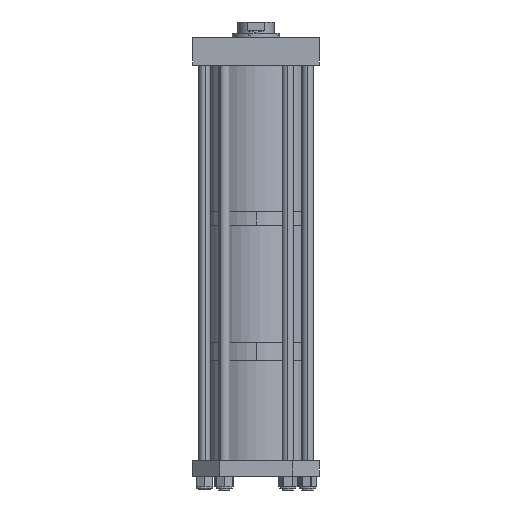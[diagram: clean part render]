
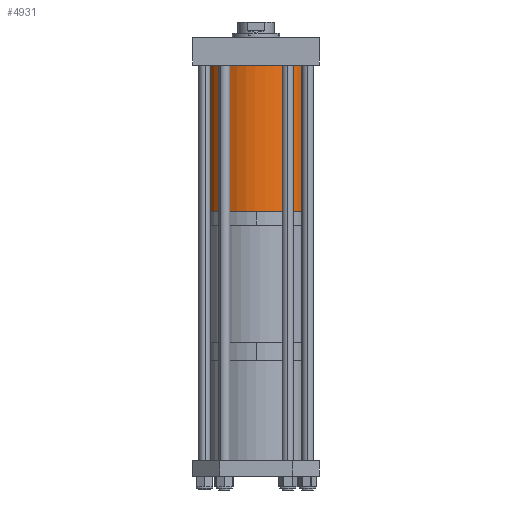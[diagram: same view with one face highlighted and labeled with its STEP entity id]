
A CAD part, left-side view. The second image highlights one B-rep face of the part: STEP entity #4931.
In plain terms, the highlighted cylindrical face has radius 152.4 mm (diameter 304.8 mm), a partial arc.
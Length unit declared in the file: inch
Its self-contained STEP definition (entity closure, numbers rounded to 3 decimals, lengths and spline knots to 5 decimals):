
#412 = DIRECTION ( 'NONE',  ( -1., 0., 0. ) ) ;
#840 = DIRECTION ( 'NONE',  ( 0., 0., -1. ) ) ;
#985 = CYLINDRICAL_SURFACE ( 'NONE', #3844, 6. ) ;
#2025 = EDGE_CURVE ( 'NONE', #11686, #6462, #4872, .T. ) ;
#2040 = EDGE_CURVE ( 'NONE', #8309, #6718, #11386, .T. ) ;
#2291 = CARTESIAN_POINT ( 'NONE',  ( 0., 0., 0. ) ) ;
#2715 = CARTESIAN_POINT ( 'NONE',  ( 6., 0., 0. ) ) ;
#3132 = CARTESIAN_POINT ( 'NONE',  ( 0., 0., 16.187 ) ) ;
#3145 = EDGE_CURVE ( 'NONE', #6462, #6718, #3724, .T. ) ;
#3282 = EDGE_CURVE ( 'NONE', #11686, #8309, #5545, .T. ) ;
#3724 = CIRCLE ( 'NONE', #7968, 6. ) ;
#3844 = AXIS2_PLACEMENT_3D ( 'NONE', #3132, #9558, #412 ) ;
#3946 = CARTESIAN_POINT ( 'NONE',  ( -6., 0., 16.187 ) ) ;
#4309 = DIRECTION ( 'NONE',  ( 0., 0., 1. ) ) ;
#4382 = CARTESIAN_POINT ( 'NONE',  ( 0., 0., 16.187 ) ) ;
#4785 = ORIENTED_EDGE ( 'NONE', *, *, #3145, .T. ) ;
#4872 = LINE ( 'NONE', #8053, #5282 ) ;
#4931 = ADVANCED_FACE ( 'NONE', ( #10335 ), #985, .T. ) ;
#5282 = VECTOR ( 'NONE', #840, 39.37008 ) ;
#5545 = CIRCLE ( 'NONE', #7749, 6. ) ;
#6189 = CARTESIAN_POINT ( 'NONE',  ( 6., 0., 16.187 ) ) ;
#6431 = ORIENTED_EDGE ( 'NONE', *, *, #2025, .T. ) ;
#6436 = VECTOR ( 'NONE', #11645, 39.37008 ) ;
#6462 = VERTEX_POINT ( 'NONE', #2715 ) ;
#6718 = VERTEX_POINT ( 'NONE', #8680 ) ;
#7271 = ORIENTED_EDGE ( 'NONE', *, *, #2040, .F. ) ;
#7716 = ORIENTED_EDGE ( 'NONE', *, *, #3282, .F. ) ;
#7749 = AXIS2_PLACEMENT_3D ( 'NONE', #4382, #4309, #9694 ) ;
#7968 = AXIS2_PLACEMENT_3D ( 'NONE', #2291, #11400, #11354 ) ;
#8053 = CARTESIAN_POINT ( 'NONE',  ( 6., 0., 16.187 ) ) ;
#8309 = VERTEX_POINT ( 'NONE', #3946 ) ;
#8323 = EDGE_LOOP ( 'NONE', ( #7716, #6431, #4785, #7271 ) ) ;
#8680 = CARTESIAN_POINT ( 'NONE',  ( -6., 0., 0. ) ) ;
#9558 = DIRECTION ( 'NONE',  ( 0., 0., -1. ) ) ;
#9694 = DIRECTION ( 'NONE',  ( 1., 0., 0. ) ) ;
#9754 = CARTESIAN_POINT ( 'NONE',  ( -6., 0., 16.187 ) ) ;
#10335 = FACE_OUTER_BOUND ( 'NONE', #8323, .T. ) ;
#11354 = DIRECTION ( 'NONE',  ( 1., 0., 0. ) ) ;
#11386 = LINE ( 'NONE', #9754, #6436 ) ;
#11400 = DIRECTION ( 'NONE',  ( 0., 0., 1. ) ) ;
#11645 = DIRECTION ( 'NONE',  ( 0., 0., -1. ) ) ;
#11686 = VERTEX_POINT ( 'NONE', #6189 ) ;
